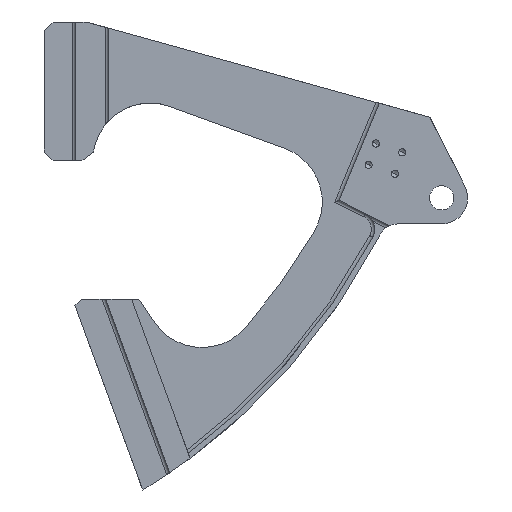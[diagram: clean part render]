
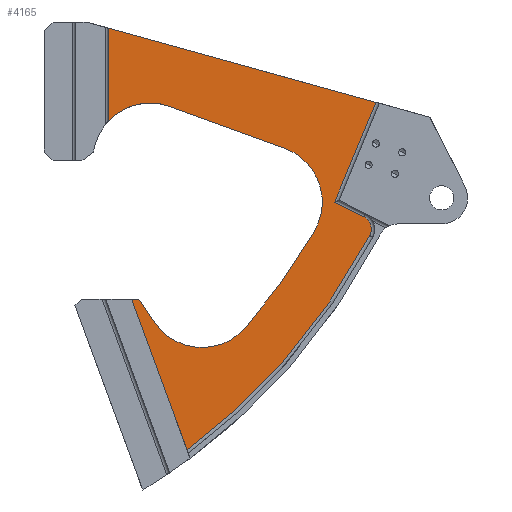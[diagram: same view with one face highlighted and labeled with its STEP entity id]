
A CAD part, left-side view. The second image highlights one B-rep face of the part: STEP entity #4165.
In plain terms, the highlighted planar face has unit normal (-1, 0, 0).
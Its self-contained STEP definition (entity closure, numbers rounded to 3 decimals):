
#1150=CARTESIAN_POINT('',(3122.5,-633.284,1314.212));
#1151=VERTEX_POINT('no 461633',#1150);
#1152=CARTESIAN_POINT('',(3122.5,-642.387,1300.848));
#1153=VERTEX_POINT('no 461624',#1152);
#1154=CARTESIAN_POINT('',(3122.5,-633.284,1314.212));
#1155=DIRECTION('',(0.0,-0.563,-0.826));
#1156=VECTOR('',#1155,1.0);
#1157=LINE('',#1154,#1156);
#1158=EDGE_CURVE('no 461501',#1151,#1153,#1157,.T.);
#1190=CARTESIAN_POINT('',(3122.5,-717.317,1401.367));
#1191=VERTEX_POINT('no 461585',#1190);
#1192=CARTESIAN_POINT('',(3122.5,-650.955,1425.468));
#1193=VERTEX_POINT('no 461576',#1192);
#1194=CARTESIAN_POINT('',(3122.5,-717.317,1401.367));
#1195=DIRECTION('',(0.0,0.94,0.341));
#1196=VECTOR('',#1195,1.0);
#1197=LINE('',#1194,#1196);
#1198=EDGE_CURVE('no 461381',#1191,#1193,#1197,.T.);
#2628=CARTESIAN_POINT('',(3122.5,-762.967,1361.87));
#2629=VERTEX_POINT('no 76167',#2628);
#2639=CARTESIAN_POINT('',(3122.5,-746.154,1370.322));
#2640=VERTEX_POINT('no 76501',#2639);
#2641=CARTESIAN_POINT('',(3122.5,-629.541,1428.939));
#2642=DIRECTION('',(-0.0,0.893,0.449));
#2643=VECTOR('',#2642,1.0);
#2644=LINE('',#2641,#2643);
#2645=EDGE_CURVE('no 76599',#2629,#2640,#2644,.T.);
#2733=CARTESIAN_POINT('',(3122.5,-629.088,1314.212));
#2734=VERTEX_POINT('no 1209742',#2733);
#2741=CARTESIAN_POINT('',(3122.5,-661.016,1227.457));
#2742=VERTEX_POINT('no 1209746',#2741);
#2743=CARTESIAN_POINT('',(3122.5,-639.272,1286.541));
#2744=DIRECTION('',(0.0,-0.345,-0.938));
#2745=VECTOR('',#2744,1.0);
#2746=LINE('',#2743,#2745);
#2747=EDGE_CURVE('no 1209749',#2734,#2742,#2746,.T.);
#2791=CARTESIAN_POINT('',(3122.5,-766.433,1350.957));
#2792=VERTEX_POINT('no 76127',#2791);
#2802=CARTESIAN_POINT('',(3122.5,-759.374,1354.722));
#2803=DIRECTION('',(1.0,0.0,0.0));
#2804=DIRECTION('',(0.0,1.0,0.0));
#2805=AXIS2_PLACEMENT_3D('',#2802,#2803,#2804);
#2806=CIRCLE('',#2805,8.0);
#2807=EDGE_CURVE('no 76215',#2629,#2792,#2806,.T.);
#2817=CARTESIAN_POINT('',(3122.5,-772.35,1362.473));
#2818=CARTESIAN_POINT('',(3122.5,-769.888,1357.496));
#2819=CARTESIAN_POINT('',(3122.5,-767.346,1352.56));
#2820=CARTESIAN_POINT('',(3122.5,-764.722,1347.665));
#2821=CARTESIAN_POINT('',(3122.5,-762.016,1342.819));
#2822=CARTESIAN_POINT('',(3122.5,-759.228,1338.021));
#2823=CARTESIAN_POINT('',(3122.5,-752.521,1326.479));
#2824=CARTESIAN_POINT('',(3122.5,-745.337,1315.223));
#2825=CARTESIAN_POINT('',(3122.5,-737.668,1304.293));
#2826=CARTESIAN_POINT('',(3122.5,-729.511,1293.719));
#2827=CARTESIAN_POINT('',(3122.5,-720.886,1283.545));
#2828=CARTESIAN_POINT('',(3122.5,-711.292,1272.228));
#2829=CARTESIAN_POINT('',(3122.5,-701.12,1261.405));
#2830=CARTESIAN_POINT('',(3122.5,-690.393,1251.128));
#2831=CARTESIAN_POINT('',(3122.5,-679.146,1241.43));
#2832=CARTESIAN_POINT('',(3122.5,-667.43,1232.327));
#2833=CARTESIAN_POINT('',(3122.5,-661.152,1227.45));
#2834=CARTESIAN_POINT('',(3122.5,-654.74,1222.744));
#2835=CARTESIAN_POINT('',(3122.5,-648.201,1218.212));
#2836=CARTESIAN_POINT('',(3122.5,-641.544,1213.856));
#2837=CARTESIAN_POINT('',(3122.5,-634.779,1209.675));
#2838=B_SPLINE_CURVE_WITH_KNOTS('',5,(#2817,#2818,#2819,#2820,#2821,#2822,#2823,#2824,#2825,#2826,
    #2827,#2828,#2829,#2830,#2831,#2832,#2833,#2834,#2835,#2836,#2837),.UNSPECIFIED.,.F.,.U.,
 (6,5,5,5,6),(442.97,498.977,633.717,783.593,863.897),.UNSPECIFIED.);
#2839=EDGE_CURVE('no 1210128',#2792,#2742,#2838,.T.);
#4009=CARTESIAN_POINT('',(3122.5,-734.455,1353.549));
#4010=VERTEX_POINT('no 461600',#4009);
#4011=CARTESIAN_POINT('',(3122.5,-706.052,1370.349));
#4012=DIRECTION('',(1.0,0.0,0.0));
#4013=DIRECTION('',(0.0,1.0,0.0));
#4014=AXIS2_PLACEMENT_3D('',#4011,#4012,#4013);
#4015=CIRCLE('',#4014,33.0);
#4016=EDGE_CURVE('no 461421',#1191,#4010,#4015,.T.);
#4041=CARTESIAN_POINT('',(3122.5,-694.417,1297.605));
#4042=VERTEX_POINT('no 461612',#4041);
#4043=CARTESIAN_POINT('',(3122.5,-734.455,1353.549));
#4044=CARTESIAN_POINT('',(3122.5,-727.538,1341.574));
#4045=CARTESIAN_POINT('',(3122.5,-720.078,1329.944));
#4046=CARTESIAN_POINT('',(3122.5,-712.071,1318.715));
#4047=CARTESIAN_POINT('',(3122.5,-703.509,1307.92));
#4048=CARTESIAN_POINT('',(3122.5,-694.417,1297.605));
#4049=B_SPLINE_CURVE_WITH_KNOTS('',5,(#4043,#4044,#4045,#4046,#4047,#4048),.UNSPECIFIED.,.F.,.U.,
 (6,6),(0.0,145.076),.UNSPECIFIED.);
#4050=EDGE_CURVE('no 461301',#4010,#4042,#4049,.T.);
#4088=CARTESIAN_POINT('',(3122.5,-669.661,1319.425));
#4089=DIRECTION('',(1.0,0.0,0.0));
#4090=DIRECTION('',(0.0,1.0,0.0));
#4091=AXIS2_PLACEMENT_3D('',#4088,#4089,#4090);
#4092=CIRCLE('',#4091,33.0);
#4093=EDGE_CURVE('no 461461',#4042,#1153,#4092,.T.);
#4112=CARTESIAN_POINT('',(3122.5,-615.5,1416.897));
#4113=VERTEX_POINT('no 1218263',#4112);
#4114=CARTESIAN_POINT('',(3122.5,-615.5,1470.697));
#4115=VERTEX_POINT('no 1218266',#4114);
#4116=CARTESIAN_POINT('',(3122.5,-615.5,0.0));
#4117=DIRECTION('',(0.0,0.0,1.0));
#4118=VECTOR('',#4117,1.0);
#4119=LINE('',#4116,#4118);
#4120=EDGE_CURVE('no 1218262',#4113,#4115,#4119,.T.);
#4121=ORIENTED_EDGE('no 1209345',*,*,#4120,.T.);
#4122=CARTESIAN_POINT('',(3122.5,-769.988,1427.892));
#4123=VERTEX_POINT('no 461026',#4122);
#4124=CARTESIAN_POINT('',(3122.5,-687.845,1450.652));
#4125=DIRECTION('',(0.0,0.964,0.267));
#4126=VECTOR('',#4125,1.0);
#4127=LINE('',#4124,#4126);
#4128=EDGE_CURVE('no 1218452',#4123,#4115,#4127,.T.);
#4129=ORIENTED_EDGE('no 460915',*,*,#4128,.F.);
#4130=CARTESIAN_POINT('',(3122.5,-739.881,1355.17));
#4131=DIRECTION('',(-0.0,-0.383,0.924));
#4132=VECTOR('',#4131,1.0);
#4133=LINE('',#4130,#4132);
#4134=EDGE_CURVE('no 461222',#2640,#4123,#4133,.T.);
#4135=ORIENTED_EDGE('no 76218',*,*,#4134,.F.);
#4136=ORIENTED_EDGE('no 76174',*,*,#2645,.F.);
#4137=ORIENTED_EDGE('no 76141',*,*,#2807,.T.);
#4138=ORIENTED_EDGE('no 76076',*,*,#2839,.T.);
#4139=ORIENTED_EDGE('no 1209605',*,*,#2747,.F.);
#4140=CARTESIAN_POINT('',(3122.5,0.0,1314.212));
#4141=DIRECTION('',(-0.0,1.0,0.0));
#4142=VECTOR('',#4141,1.0);
#4143=LINE('',#4140,#4142);
#4144=EDGE_CURVE('no 1210124',#1151,#2734,#4143,.T.);
#4145=ORIENTED_EDGE('no 461527',*,*,#4144,.F.);
#4146=ORIENTED_EDGE('no 461497',*,*,#1158,.T.);
#4147=ORIENTED_EDGE('no 461457',*,*,#4093,.F.);
#4148=ORIENTED_EDGE('no 461297',*,*,#4050,.F.);
#4149=ORIENTED_EDGE('no 461417',*,*,#4016,.F.);
#4150=ORIENTED_EDGE('no 461377',*,*,#1198,.T.);
#4151=CARTESIAN_POINT('',(3122.5,-639.69,1394.451));
#4152=DIRECTION('',(1.0,0.0,0.0));
#4153=DIRECTION('',(0.0,1.0,0.0));
#4154=AXIS2_PLACEMENT_3D('',#4151,#4152,#4153);
#4155=CIRCLE('',#4154,33.0);
#4156=EDGE_CURVE('no 1218467',#4113,#1193,#4155,.T.);
#4157=ORIENTED_EDGE('no 461337',*,*,#4156,.F.);
#4158=EDGE_LOOP('',(
    #4121,#4129,#4135,#4136,#4137,#4138,#4139,#4145,#4146,#4147,
    #4148,#4149,#4150,#4157));
#4159=FACE_OUTER_BOUND('',#4158,.F.);
#4160=CARTESIAN_POINT('',(3122.5,0.0,0.0));
#4161=DIRECTION('',(1.0,0.0,-0.0));
#4162=DIRECTION('',(0.0,1.0,0.0));
#4163=AXIS2_PLACEMENT_3D('',#4160,#4161,#4162);
#4164=PLANE('',#4163);
#4165=ADVANCED_FACE('no 1218444',(#4159),#4164,.F.);
